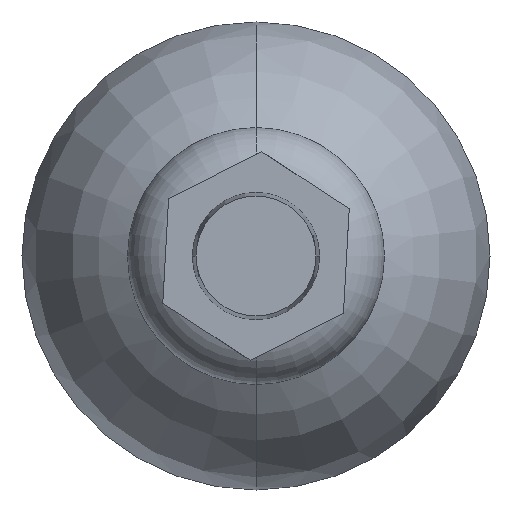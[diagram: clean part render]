
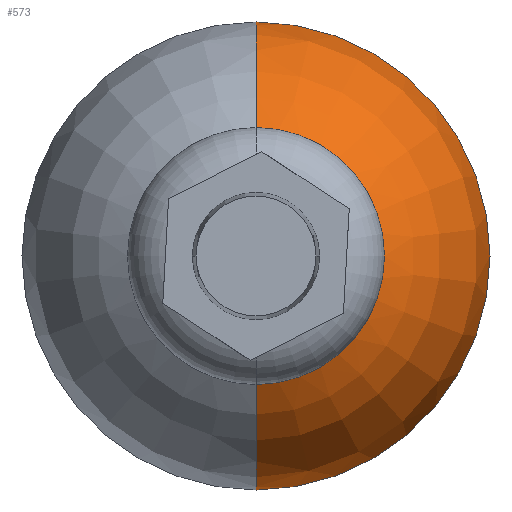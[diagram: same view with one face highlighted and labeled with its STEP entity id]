
A CAD part, front view. The second image highlights one B-rep face of the part: STEP entity #573.
In plain terms, the highlighted toroidal (fillet/blend) face has major radius 3.744 mm and minor radius 33.337 mm.
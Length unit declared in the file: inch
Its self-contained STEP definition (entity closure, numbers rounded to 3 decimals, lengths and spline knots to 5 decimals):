
#16 = ORIENTED_EDGE ( 'NONE', *, *, #500, .T. ) ;
#33 = ORIENTED_EDGE ( 'NONE', *, *, #502, .T. ) ;
#34 = ORIENTED_EDGE ( 'NONE', *, *, #503, .F. ) ;
#35 = ORIENTED_EDGE ( 'NONE', *, *, #504, .F. ) ;
#51 = EDGE_LOOP ( 'NONE', ( #16, #33, #34, #35 ) ) ;
#137 = CARTESIAN_POINT ( 'NONE',  ( 0., 1.97104, 0. ) ) ;
#138 = DIRECTION ( 'NONE',  ( 0., -1., 0. ) ) ;
#139 = DIRECTION ( 'NONE',  ( 0., 0., -1. ) ) ;
#140 = CARTESIAN_POINT ( 'NONE',  ( 0., 1.97104, 0.14739 ) ) ;
#141 = DIRECTION ( 'NONE',  ( 1., 0., 0. ) ) ;
#142 = DIRECTION ( 'NONE',  ( 0., 0., -1. ) ) ;
#143 = CARTESIAN_POINT ( 'NONE',  ( 0., 0.83319, 0. ) ) ;
#144 = DIRECTION ( 'NONE',  ( 0., -1., 0. ) ) ;
#145 = DIRECTION ( 'NONE',  ( 0., 0., -1. ) ) ;
#147 = CARTESIAN_POINT ( 'NONE',  ( 0., 1.97104, -0.14739 ) ) ;
#148 = DIRECTION ( 'NONE',  ( -1., 0., 0. ) ) ;
#149 = DIRECTION ( 'NONE',  ( 0., 0., 1. ) ) ;
#411 = CARTESIAN_POINT ( 'NONE',  ( 0., 1.97104, 0. ) ) ;
#420 = DIRECTION ( 'NONE',  ( 0., -1., 0. ) ) ;
#421 = DIRECTION ( 'NONE',  ( 0., 0., -1. ) ) ;
#500 = EDGE_CURVE ( 'NONE', #625, #624, #705, .T. ) ;
#502 = EDGE_CURVE ( 'NONE', #624, #626, #707, .T. ) ;
#503 = EDGE_CURVE ( 'NONE', #627, #626, #710, .T. ) ;
#504 = EDGE_CURVE ( 'NONE', #625, #627, #708, .T. ) ;
#555 = AXIS2_PLACEMENT_3D ( 'NONE', #137, #138, #139 ) ;
#556 = AXIS2_PLACEMENT_3D ( 'NONE', #140, #141, #142 ) ;
#557 = AXIS2_PLACEMENT_3D ( 'NONE', #143, #144, #145 ) ;
#558 = AXIS2_PLACEMENT_3D ( 'NONE', #147, #148, #149 ) ;
#573 = ADVANCED_FACE ( 'NONE', ( #936 ), #941, .T. ) ;
#624 = VERTEX_POINT ( 'NONE', #1113 ) ;
#625 = VERTEX_POINT ( 'NONE', #1114 ) ;
#626 = VERTEX_POINT ( 'NONE', #1115 ) ;
#627 = VERTEX_POINT ( 'NONE', #1116 ) ;
#705 = CIRCLE ( 'NONE', #555, 1.45989 ) ;
#707 = CIRCLE ( 'NONE', #556, 1.3125 ) ;
#708 = CIRCLE ( 'NONE', #558, 1.3125 ) ;
#710 = CIRCLE ( 'NONE', #557, 0.80158 ) ;
#864 = AXIS2_PLACEMENT_3D ( 'NONE', #411, #420, #421 ) ;
#936 = FACE_OUTER_BOUND ( 'NONE', #51, .T. ) ;
#941 = TOROIDAL_SURFACE ( 'NONE', #864, 0.14739, 1.3125 ) ;
#1113 = CARTESIAN_POINT ( 'NONE',  ( 0., 1.97104, 1.45989 ) ) ;
#1114 = CARTESIAN_POINT ( 'NONE',  ( 0., 1.97104, -1.45989 ) ) ;
#1115 = CARTESIAN_POINT ( 'NONE',  ( 0., 0.83319, 0.80158 ) ) ;
#1116 = CARTESIAN_POINT ( 'NONE',  ( 0., 0.83319, -0.80158 ) ) ;
